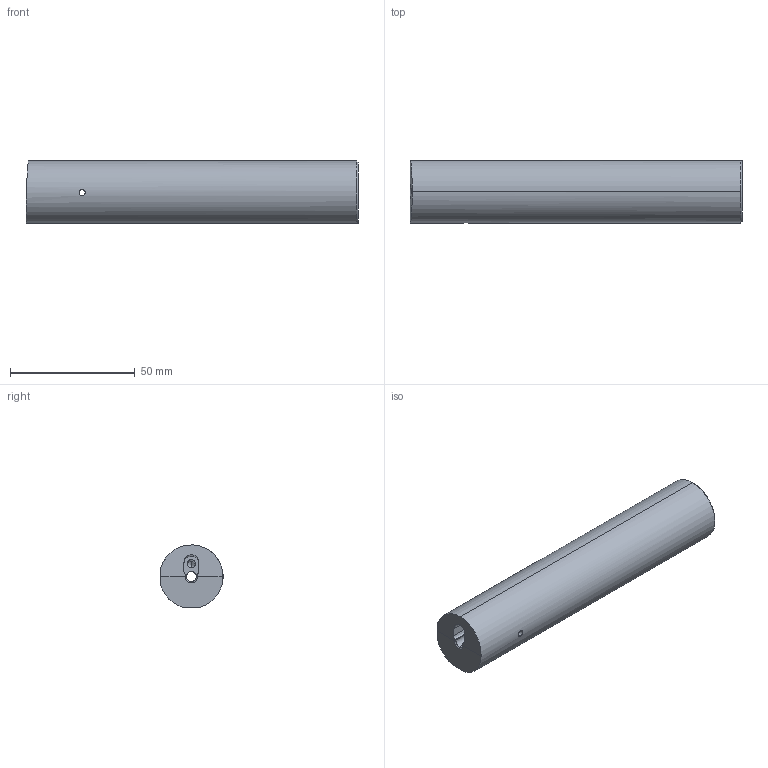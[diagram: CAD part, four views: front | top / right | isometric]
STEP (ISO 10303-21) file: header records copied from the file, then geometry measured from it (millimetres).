
FILE_DESCRIPTION (( 'STEP AP203' ), '1' );
FILE_NAME ('UTP AblageMBM-59-01-01-07.step', '2019-01-16T08:20:07', ( '' ), ( '' ), 'SwSTEP 2.0', 'SolidWorks 2018', '' );
FILE_SCHEMA (( 'CONFIG_CONTROL_DESIGN' ));
Length unit declared in the file: millimetre
Products named in the file (1): UTP AblageMBM-59-01-01-07
Bounding box: 133 x 24.9 x 24.9 mm (x, y, z)
Volume: 63064.9 mm3; surface area: 14059.3 mm2
Topology: 1 solids, 1 shells, 41 faces, 105 edges, 64 vertices
Faces by surface type: cylinder 17, cone 12, plane 8, bspline 4
Entity records: 1473 total; most frequent: CARTESIAN_POINT 443, ORIENTED_EDGE 206, DIRECTION 190, EDGE_CURVE 103, AXIS2_PLACEMENT_3D 73, VERTEX_POINT 64, EDGE_LOOP 47, VECTOR 44
